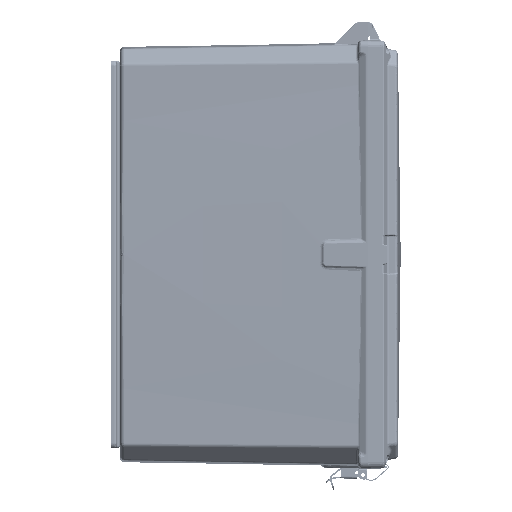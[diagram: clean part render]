
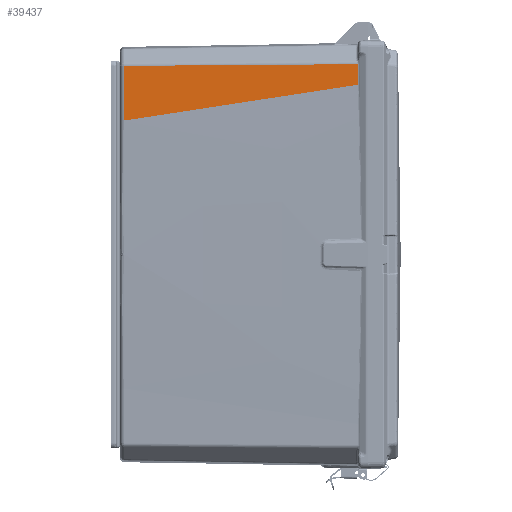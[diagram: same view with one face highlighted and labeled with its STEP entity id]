
A CAD part, front view. The second image highlights one B-rep face of the part: STEP entity #39437.
In plain terms, the highlighted planar face has unit normal (-0.018, -1, 0).
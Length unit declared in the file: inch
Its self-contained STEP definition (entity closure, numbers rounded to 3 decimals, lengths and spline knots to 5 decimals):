
#4626 = B_SPLINE_CURVE_WITH_KNOTS ( 'NONE', 3,
 ( #104092, #204549, #85235, #119375 ),
 .UNSPECIFIED., .F., .F.,
 ( 4, 4 ),
 ( 0., 1. ),
 .UNSPECIFIED. ) ;
#10918 = CARTESIAN_POINT ( 'NONE',  ( -0.5738, -9.28998, 7.51403 ) ) ;
#30255 = LINE ( 'NONE', #204816, #186601 ) ;
#31858 = CARTESIAN_POINT ( 'NONE',  ( 0., -9.3, 8.96206 ) ) ;
#37066 = EDGE_CURVE ( 'NONE', #47454, #117440, #188006, .T. ) ;
#39437 = ADVANCED_FACE ( 'NONE', ( #147645 ), #97440, .T. ) ;
#40295 = CARTESIAN_POINT ( 'NONE',  ( -4.00514, -9.23009, 6.17629 ) ) ;
#40676 = EDGE_CURVE ( 'NONE', #80269, #204142, #30255, .T. ) ;
#47454 = VERTEX_POINT ( 'NONE', #135960 ) ;
#60199 = VECTOR ( 'NONE', #98873, 39.37008 ) ;
#71564 = ORIENTED_EDGE ( 'NONE', *, *, #128765, .T. ) ;
#76093 = CARTESIAN_POINT ( 'NONE',  ( -0.5738, -9.28998, 6.70255 ) ) ;
#80269 = VERTEX_POINT ( 'NONE', #85258 ) ;
#85235 = CARTESIAN_POINT ( 'NONE',  ( -6.71336, -9.18282, 7.46964 ) ) ;
#85258 = CARTESIAN_POINT ( 'NONE',  ( -9.78314, -9.12923, 5.29072 ) ) ;
#90006 = CARTESIAN_POINT ( 'NONE',  ( -9.78314, -9.12923, 5.29072 ) ) ;
#97440 = PLANE ( 'NONE',  #140541 ) ;
#98873 = DIRECTION ( 'NONE',  ( 0., 0., 1. ) ) ;
#102782 = CARTESIAN_POINT ( 'NONE',  ( -9.78314, -9.12923, 7.44744 ) ) ;
#104092 = CARTESIAN_POINT ( 'NONE',  ( -0.5738, -9.28998, 7.51403 ) ) ;
#107385 = ORIENTED_EDGE ( 'NONE', *, *, #37066, .T. ) ;
#117440 = VERTEX_POINT ( 'NONE', #10918 ) ;
#119375 = CARTESIAN_POINT ( 'NONE',  ( -9.78314, -9.12923, 7.44744 ) ) ;
#124864 = CARTESIAN_POINT ( 'NONE',  ( -7.07492, -9.17651, 5.70568 ) ) ;
#128765 = EDGE_CURVE ( 'NONE', #117440, #204142, #4626, .T. ) ;
#135960 = CARTESIAN_POINT ( 'NONE',  ( -0.5738, -9.28998, 6.70255 ) ) ;
#140541 = AXIS2_PLACEMENT_3D ( 'NONE', #31858, #213910, #216061 ) ;
#143835 = ORIENTED_EDGE ( 'NONE', *, *, #40676, .F. ) ;
#147645 = FACE_OUTER_BOUND ( 'NONE', #153737, .T. ) ;
#152319 = ORIENTED_EDGE ( 'NONE', *, *, #191571, .T. ) ;
#153177 = DIRECTION ( 'NONE',  ( 0., 0., 1. ) ) ;
#153737 = EDGE_LOOP ( 'NONE', ( #152319, #107385, #71564, #143835 ) ) ;
#168503 = B_SPLINE_CURVE_WITH_KNOTS ( 'NONE', 3,
 ( #90006, #124864, #40295, #76093 ),
 .UNSPECIFIED., .F., .F.,
 ( 4, 4 ),
 ( 0., 1. ),
 .UNSPECIFIED. ) ;
#183371 = CARTESIAN_POINT ( 'NONE',  ( -0.5738, -9.28998, 8.96206 ) ) ;
#186601 = VECTOR ( 'NONE', #153177, 39.37008 ) ;
#188006 = LINE ( 'NONE', #183371, #60199 ) ;
#191571 = EDGE_CURVE ( 'NONE', #80269, #47454, #168503, .T. ) ;
#204142 = VERTEX_POINT ( 'NONE', #102782 ) ;
#204549 = CARTESIAN_POINT ( 'NONE',  ( -3.64358, -9.2364, 7.49183 ) ) ;
#204816 = CARTESIAN_POINT ( 'NONE',  ( -9.78314, -9.12923, -7.57457 ) ) ;
#213910 = DIRECTION ( 'NONE',  ( -0.017, -1., 0. ) ) ;
#216061 = DIRECTION ( 'NONE',  ( 1., -0.017, 0. ) ) ;
